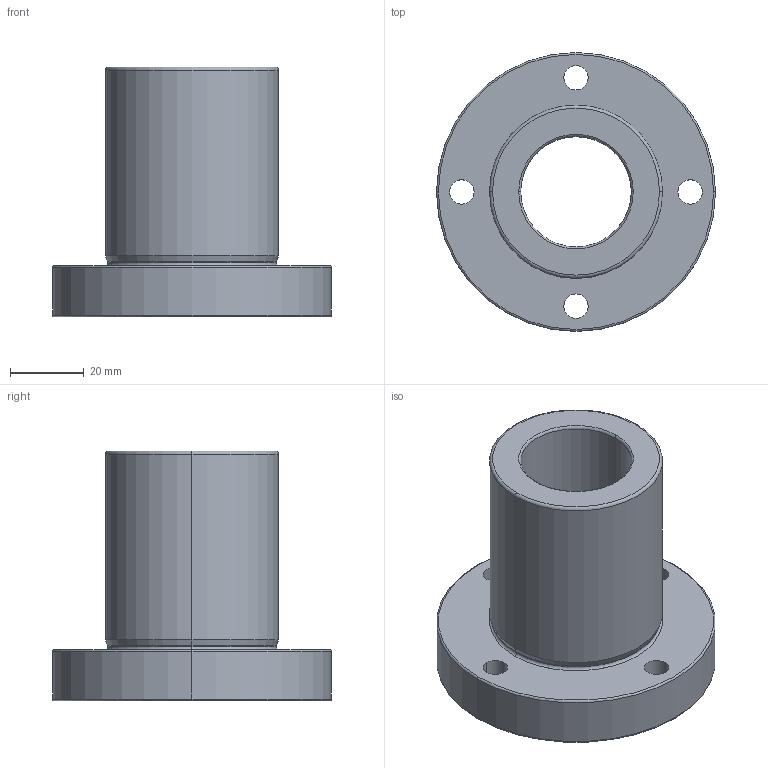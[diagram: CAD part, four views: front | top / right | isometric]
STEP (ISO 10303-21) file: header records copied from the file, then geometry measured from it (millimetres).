
FILE_DESCRIPTION (( 'STEP AP214' ), '1' );
FILE_NAME ('FlangeBearing_6EC109F507.step', '2021-02-18T19:41:01', ( 'localadmin' ), ( 'BOXX Technologies, Inc.' ), 'SwSTEP 2.0', 'SolidWorks 2019', '' );
FILE_SCHEMA (( 'AUTOMOTIVE_DESIGN' ));
Length unit declared in the file: inch
Products named in the file (3): yB69j5OWYM_CADModel_0; FlangeBearing_6EC109F507
Assembly tree (1 placements, depth 2):
  yB69j5OWYM_CADModel_0
  FlangeBearing_6EC109F507
    yB69j5OWYM_CADModel_0
Bounding box: 75.75 x 75.75 x 67.85 mm (x, y, z)
Volume: 104399.6 mm3; surface area: 39577.3 mm2
Topology: 2 solids, 2 shells, 51 faces, 110 edges, 66 vertices
Faces by surface type: cylinder 28, torus 14, plane 7, cone 2
Entity records: 2195 total; most frequent: DIRECTION 302, CARTESIAN_POINT 232, ORIENTED_EDGE 220, AXIS2_PLACEMENT_3D 136, EDGE_CURVE 110, CIRCLE 80, VERTEX_POINT 66, EDGE_LOOP 66
